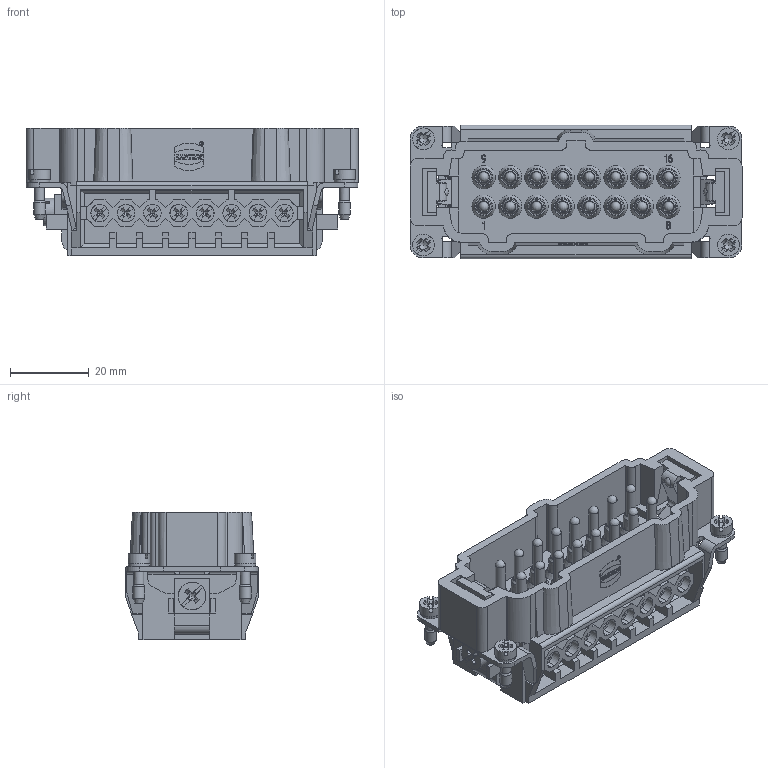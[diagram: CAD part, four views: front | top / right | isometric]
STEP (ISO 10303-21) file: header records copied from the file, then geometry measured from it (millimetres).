
FILE_DESCRIPTION(/* description */ (''),/* implementation_level */ '2;1');
FILE_NAME(/* name */ '100095094ugm000_d.stp',/* time_stamp */ '2018-11-27T14:52:43+01:00',/* author */ (''),/* organization */ (''),/* preprocessor_version */ 'ST-DEVELOPER v16.7',/* originating_system */ 'SIEMENS PLM Software NX 12.0',/* authorisation */ '');
FILE_SCHEMA (('AUTOMOTIVE_DESIGN { 1 0 10303 214 3 1 1 1 }'));
Products named in the file (1): 100095094ugm000_d
Bounding box: 84.35 x 33.9 x 32.42 mm (x, y, z)
Volume: 34994.4 mm3; surface area: 28397.9 mm2
Topology: 1 solids, 1 shells, 2686 faces, 8508 edges, 6834 vertices
Faces by surface type: plane 1517, bspline 465, cylinder 265, cone 247, extrusion 174, sphere 18
Full cylindrical faces by diameter (mm): 2.438 x2, 2.5 x22, 3 x4, 3.2 x17, 5.25 x2, 5.3 x2, 5.5 x4, 7 x1
Entity records: 133900 total; most frequent: CARTESIAN_POINT 45540, ORIENTED_EDGE 14618, DIRECTION 11169, EDGE_CURVE 7309, VERTEX_POINT 4892, VECTOR 4613, LINE 4439, PRESENTATION_STYLE_ASSIGNMENT 3650
